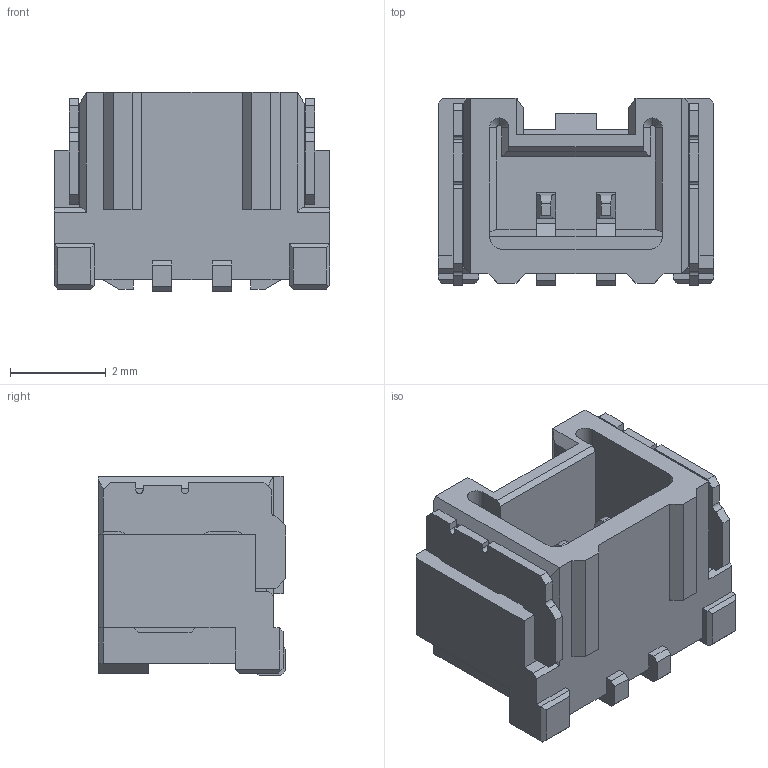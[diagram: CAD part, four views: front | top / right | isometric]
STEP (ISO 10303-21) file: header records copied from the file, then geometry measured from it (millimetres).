
FILE_DESCRIPTION(('STEP AP242'),'1');
FILE_NAME('504195-0270.stp','2020-12-14T08:22:00',('TraceParts'),('TraceParts S.A.'),'Spatial InterOp 3D',' ',' ');
FILE_SCHEMA(('AP242_MANAGED_MODEL_BASED_3D_ENGINEERING_MIM_LF {1 0 10303 442 1 1 4}'));
Length unit declared in the file: millimetre
Products named in the file (1): 504195-0270_1
Bounding box: 5.75 x 3.9 x 4.15 mm (x, y, z)
Volume: 53.5 mm3; surface area: 183.3 mm2
Topology: 1 solids, 1 shells, 228 faces, 665 edges, 458 vertices
Faces by surface type: plane 202, cylinder 22, cone 4
Entity records: 7437 total; most frequent: CARTESIAN_POINT 1345, ORIENTED_EDGE 1298, DIRECTION 1167, EDGE_CURVE 649, LINE 615, VECTOR 615, VERTEX_POINT 426, AXIS2_PLACEMENT_3D 276
